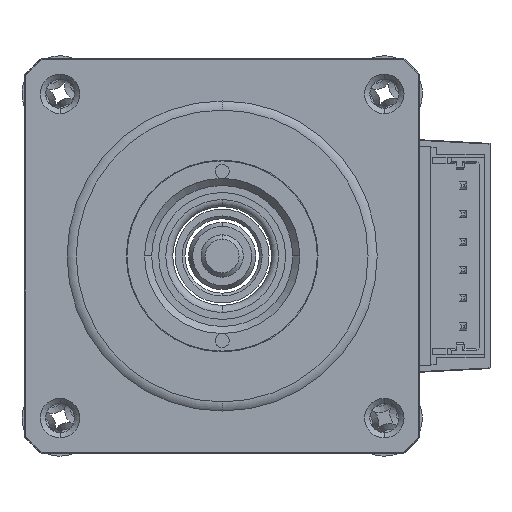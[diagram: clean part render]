
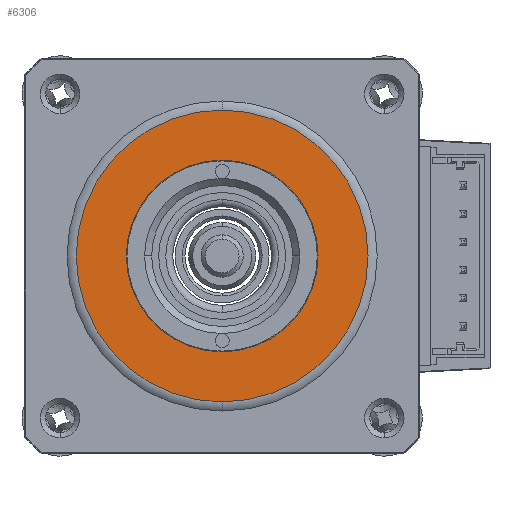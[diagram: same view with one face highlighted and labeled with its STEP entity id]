
A CAD part, left-side view. The second image highlights one B-rep face of the part: STEP entity #6306.
In plain terms, the highlighted planar face has unit normal (-1, 0, 0).
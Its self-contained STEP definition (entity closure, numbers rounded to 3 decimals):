
#704 = CARTESIAN_POINT ( 'NONE',  ( -17.25, -0.053, 0. ) ) ;
#864 = VERTEX_POINT ( 'NONE', #7728 ) ;
#1428 = CARTESIAN_POINT ( 'NONE',  ( -17.25, 0., -6.75 ) ) ;
#1612 = EDGE_LOOP ( 'NONE', ( #9475, #10998 ) ) ;
#1668 = DIRECTION ( 'NONE',  ( 1., 0., 0. ) ) ;
#1851 = DIRECTION ( 'NONE',  ( 1., 0., 0. ) ) ;
#2002 = CARTESIAN_POINT ( 'NONE',  ( -17.25, 0., -10.35 ) ) ;
#2228 = EDGE_CURVE ( 'NONE', #11489, #7282, #8118, .T. ) ;
#2796 = CIRCLE ( 'NONE', #8966, 10.35 ) ;
#3472 = PLANE ( 'NONE',  #11222 ) ;
#3546 = AXIS2_PLACEMENT_3D ( 'NONE', #7099, #1668, #7986 ) ;
#3726 = CARTESIAN_POINT ( 'NONE',  ( -17.25, 0., 0. ) ) ;
#3818 = CIRCLE ( 'NONE', #7962, 6.75 ) ;
#3861 = CARTESIAN_POINT ( 'NONE',  ( -17.25, 0., 10.35 ) ) ;
#4162 = FACE_BOUND ( 'NONE', #6137, .T. ) ;
#4379 = DIRECTION ( 'NONE',  ( 1., 0., 0. ) ) ;
#4541 = CIRCLE ( 'NONE', #3546, 6.75 ) ;
#4544 = VERTEX_POINT ( 'NONE', #1428 ) ;
#4617 = DIRECTION ( 'NONE',  ( 0., 0., -1. ) ) ;
#5063 = DIRECTION ( 'NONE',  ( -1., 0., 0. ) ) ;
#6137 = EDGE_LOOP ( 'NONE', ( #9523, #8785 ) ) ;
#6218 = AXIS2_PLACEMENT_3D ( 'NONE', #3726, #9959, #4617 ) ;
#6306 = ADVANCED_FACE ( 'NONE', ( #4162, #11250 ), #3472, .F. ) ;
#7099 = CARTESIAN_POINT ( 'NONE',  ( -17.25, 0., 0. ) ) ;
#7270 = CARTESIAN_POINT ( 'NONE',  ( -17.25, 0., 0. ) ) ;
#7282 = VERTEX_POINT ( 'NONE', #3861 ) ;
#7544 = EDGE_CURVE ( 'NONE', #4544, #864, #4541, .T. ) ;
#7728 = CARTESIAN_POINT ( 'NONE',  ( -17.25, 0., 6.75 ) ) ;
#7962 = AXIS2_PLACEMENT_3D ( 'NONE', #7270, #1851, #8171 ) ;
#7986 = DIRECTION ( 'NONE',  ( 0., 0., -1. ) ) ;
#8118 = CIRCLE ( 'NONE', #6218, 10.35 ) ;
#8171 = DIRECTION ( 'NONE',  ( 0., 0., -1. ) ) ;
#8785 = ORIENTED_EDGE ( 'NONE', *, *, #9569, .T. ) ;
#8966 = AXIS2_PLACEMENT_3D ( 'NONE', #10399, #5063, #11282 ) ;
#9382 = EDGE_CURVE ( 'NONE', #7282, #11489, #2796, .T. ) ;
#9475 = ORIENTED_EDGE ( 'NONE', *, *, #2228, .T. ) ;
#9523 = ORIENTED_EDGE ( 'NONE', *, *, #7544, .T. ) ;
#9569 = EDGE_CURVE ( 'NONE', #864, #4544, #3818, .T. ) ;
#9959 = DIRECTION ( 'NONE',  ( -1., 0., 0. ) ) ;
#10399 = CARTESIAN_POINT ( 'NONE',  ( -17.25, 0., 0. ) ) ;
#10615 = DIRECTION ( 'NONE',  ( 0., 0., -1. ) ) ;
#10998 = ORIENTED_EDGE ( 'NONE', *, *, #9382, .T. ) ;
#11222 = AXIS2_PLACEMENT_3D ( 'NONE', #704, #4379, #10615 ) ;
#11250 = FACE_OUTER_BOUND ( 'NONE', #1612, .T. ) ;
#11282 = DIRECTION ( 'NONE',  ( 0., 0., -1. ) ) ;
#11489 = VERTEX_POINT ( 'NONE', #2002 ) ;
